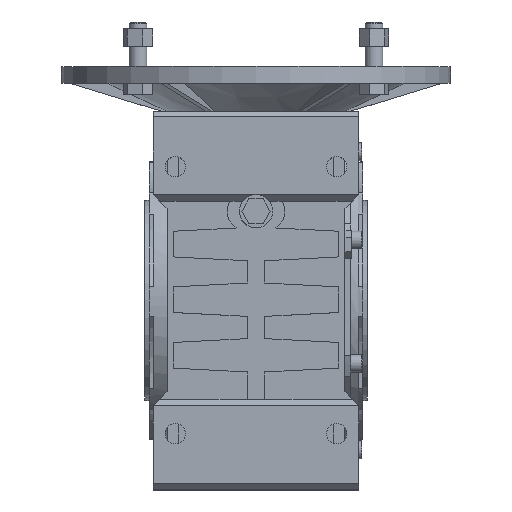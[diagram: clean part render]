
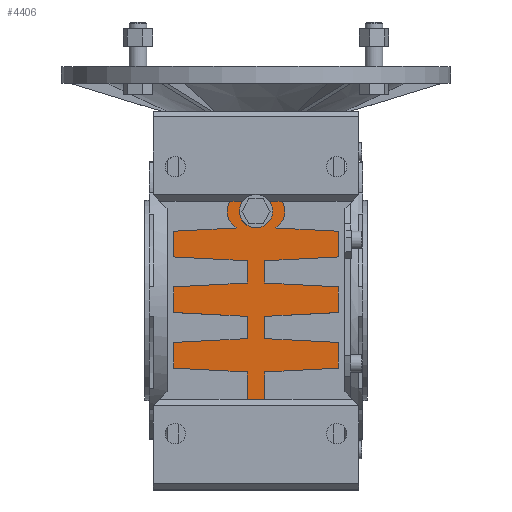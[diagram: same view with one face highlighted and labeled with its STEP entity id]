
A CAD part, top view. The second image highlights one B-rep face of the part: STEP entity #4406.
In plain terms, the highlighted planar face has unit normal (0, 0, 1).
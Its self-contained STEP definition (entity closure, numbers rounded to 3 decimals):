
#4406=ADVANCED_FACE('',(#10706),#10708,.F.);
#10706=FACE_BOUND('',#10707,.T.);
#10707=EDGE_LOOP('',(#15868,#15869,#15870,#15871,#15872,#15873,#15874,#15875,#15876,
#15877,#15878,#15879,#15880,#15881,#15882,#15883,#15884,#15885,#15886,#15887,#15888,
#15889,#15890,#15891,#15892,#15893,#15894,#15895,#15896,#15897,#15898));
#10708=PLANE('',#10709);
#10709=AXIS2_PLACEMENT_3D('',#10710,#10711,#10712);
#10710=CARTESIAN_POINT('',(92.5,89.,224.));
#10711=DIRECTION('',(-0.,-0.,-1.));
#10712=DIRECTION('',(0.,-1.,0.));
#15868=ORIENTED_EDGE('',*,*,#18615,.T.);
#15869=ORIENTED_EDGE('',*,*,#18616,.T.);
#15870=ORIENTED_EDGE('',*,*,#18452,.T.);
#15871=ORIENTED_EDGE('',*,*,#18617,.T.);
#15872=ORIENTED_EDGE('',*,*,#18618,.T.);
#15873=ORIENTED_EDGE('',*,*,#18619,.T.);
#15874=ORIENTED_EDGE('',*,*,#18620,.T.);
#15875=ORIENTED_EDGE('',*,*,#18621,.T.);
#15876=ORIENTED_EDGE('',*,*,#18622,.T.);
#15877=ORIENTED_EDGE('',*,*,#18623,.T.);
#15878=ORIENTED_EDGE('',*,*,#18624,.T.);
#15879=ORIENTED_EDGE('',*,*,#18625,.T.);
#15880=ORIENTED_EDGE('',*,*,#18626,.T.);
#15881=ORIENTED_EDGE('',*,*,#18627,.T.);
#15882=ORIENTED_EDGE('',*,*,#18628,.T.);
#15883=ORIENTED_EDGE('',*,*,#18629,.T.);
#15884=ORIENTED_EDGE('',*,*,#18370,.F.);
#15885=ORIENTED_EDGE('',*,*,#18481,.T.);
#15886=ORIENTED_EDGE('',*,*,#18479,.T.);
#15887=ORIENTED_EDGE('',*,*,#18477,.T.);
#15888=ORIENTED_EDGE('',*,*,#18475,.T.);
#15889=ORIENTED_EDGE('',*,*,#18473,.T.);
#15890=ORIENTED_EDGE('',*,*,#18471,.T.);
#15891=ORIENTED_EDGE('',*,*,#18469,.T.);
#15892=ORIENTED_EDGE('',*,*,#18468,.T.);
#15893=ORIENTED_EDGE('',*,*,#18465,.T.);
#15894=ORIENTED_EDGE('',*,*,#18463,.T.);
#15895=ORIENTED_EDGE('',*,*,#18462,.T.);
#15896=ORIENTED_EDGE('',*,*,#18459,.T.);
#15897=ORIENTED_EDGE('',*,*,#18457,.T.);
#15898=ORIENTED_EDGE('',*,*,#18454,.T.);
#18370=EDGE_CURVE('',#21159,#21162,#21166,.T.);
#18452=EDGE_CURVE('',#21299,#21303,#21305,.T.);
#18454=EDGE_CURVE('',#21308,#21306,#21309,.T.);
#18457=EDGE_CURVE('',#21312,#21308,#21313,.F.);
#18459=EDGE_CURVE('',#21315,#21312,#21316,.T.);
#18462=EDGE_CURVE('',#21318,#21315,#21320,.T.);
#18463=EDGE_CURVE('',#21321,#21318,#21322,.T.);
#18465=EDGE_CURVE('',#21324,#21321,#21325,.T.);
#18468=EDGE_CURVE('',#21327,#21324,#21329,.T.);
#18469=EDGE_CURVE('',#21330,#21327,#21331,.T.);
#18471=EDGE_CURVE('',#21333,#21330,#21334,.T.);
#18473=EDGE_CURVE('',#21336,#21333,#21337,.T.);
#18475=EDGE_CURVE('',#21339,#21336,#21340,.T.);
#18477=EDGE_CURVE('',#21342,#21339,#21343,.T.);
#18479=EDGE_CURVE('',#21345,#21342,#21346,.T.);
#18481=EDGE_CURVE('',#21159,#21345,#21348,.T.);
#18615=EDGE_CURVE('',#21306,#21568,#21569,.F.);
#18616=EDGE_CURVE('',#21568,#21299,#21570,.F.);
#18617=EDGE_CURVE('',#21303,#21571,#21572,.F.);
#18618=EDGE_CURVE('',#21571,#21573,#21574,.T.);
#18619=EDGE_CURVE('',#21573,#21575,#21576,.T.);
#18620=EDGE_CURVE('',#21575,#21577,#21578,.T.);
#18621=EDGE_CURVE('',#21577,#21579,#21580,.T.);
#18622=EDGE_CURVE('',#21579,#21581,#21582,.T.);
#18623=EDGE_CURVE('',#21581,#21583,#21584,.T.);
#18624=EDGE_CURVE('',#21583,#21585,#21586,.T.);
#18625=EDGE_CURVE('',#21585,#21587,#21588,.T.);
#18626=EDGE_CURVE('',#21587,#21589,#21590,.T.);
#18627=EDGE_CURVE('',#21589,#21591,#21592,.T.);
#18628=EDGE_CURVE('',#21591,#21593,#21594,.T.);
#18629=EDGE_CURVE('',#21593,#21162,#21595,.T.);
#21159=VERTEX_POINT('',#27064);
#21162=VERTEX_POINT('',#27071);
#21166=LINE('',#27079,#27080);
#21299=VERTEX_POINT('',#27386);
#21303=VERTEX_POINT('',#27395);
#21305=LINE('',#27399,#27400);
#21306=VERTEX_POINT('',#27402);
#21308=VERTEX_POINT('',#27407);
#21309=LINE('',#27408,#27409);
#21312=VERTEX_POINT('',#27417);
#21313=CIRCLE('',#27418,18.);
#21315=VERTEX_POINT('',#27425);
#21316=LINE('',#27426,#27427);
#21318=VERTEX_POINT('',#27432);
#21320=LINE('',#27436,#27437);
#21321=VERTEX_POINT('',#27439);
#21322=LINE('',#27440,#27441);
#21324=VERTEX_POINT('',#27446);
#21325=LINE('',#27447,#27448);
#21327=VERTEX_POINT('',#27453);
#21329=LINE('',#27457,#27458);
#21330=VERTEX_POINT('',#27460);
#21331=LINE('',#27461,#27462);
#21333=VERTEX_POINT('',#27467);
#21334=LINE('',#27468,#27469);
#21336=VERTEX_POINT('',#27474);
#21337=LINE('',#27475,#27476);
#21339=VERTEX_POINT('',#27481);
#21340=LINE('',#27482,#27483);
#21342=VERTEX_POINT('',#27488);
#21343=LINE('',#27489,#27490);
#21345=VERTEX_POINT('',#27495);
#21346=LINE('',#27496,#27497);
#21348=LINE('',#27502,#27503);
#21568=VERTEX_POINT('',#28011);
#21569=CIRCLE('',#28012,15.);
#21570=CIRCLE('',#28016,15.);
#21571=VERTEX_POINT('',#28020);
#21572=CIRCLE('',#28021,18.);
#21573=VERTEX_POINT('',#28025);
#21574=LINE('',#28026,#28027);
#21575=VERTEX_POINT('',#28029);
#21576=LINE('',#28030,#28031);
#21577=VERTEX_POINT('',#28033);
#21578=LINE('',#28034,#28035);
#21579=VERTEX_POINT('',#28037);
#21580=LINE('',#28038,#28039);
#21581=VERTEX_POINT('',#28041);
#21582=LINE('',#28042,#28043);
#21583=VERTEX_POINT('',#28045);
#21584=LINE('',#28046,#28047);
#21585=VERTEX_POINT('',#28049);
#21586=LINE('',#28050,#28051);
#21587=VERTEX_POINT('',#28053);
#21588=LINE('',#28054,#28055);
#21589=VERTEX_POINT('',#28057);
#21590=LINE('',#28058,#28059);
#21591=VERTEX_POINT('',#28061);
#21592=LINE('',#28062,#28063);
#21593=VERTEX_POINT('',#28065);
#21594=LINE('',#28066,#28067);
#21595=LINE('',#28069,#28070);
#27064=CARTESIAN_POINT('',(8.,-89.,224.));
#27071=CARTESIAN_POINT('',(-8.,-89.,224.));
#27079=CARTESIAN_POINT('',(8.,-89.,224.));
#27080=VECTOR('',#27081,1.);
#27081=DIRECTION('',(-1.,0.,0.));
#27386=CARTESIAN_POINT('',(-12.,89.,224.));
#27395=CARTESIAN_POINT('',(-23.588,89.,224.));
#27399=CARTESIAN_POINT('',(-12.,89.,224.));
#27400=VECTOR('',#27401,1.);
#27401=DIRECTION('',(-1.,0.,0.));
#27402=CARTESIAN_POINT('',(12.,89.,224.));
#27407=CARTESIAN_POINT('',(23.588,89.,224.));
#27408=CARTESIAN_POINT('',(23.588,89.,224.));
#27409=VECTOR('',#27410,1.);
#27410=DIRECTION('',(-1.,0.,0.));
#27417=CARTESIAN_POINT('',(17.807,64.906,224.));
#27418=AXIS2_PLACEMENT_3D('',#27419,#27420,#27421);
#27419=CARTESIAN_POINT('',(8.,80.,224.));
#27420=DIRECTION('',(0.,-0.,-1.));
#27421=DIRECTION('',(0.866,0.5,0.));
#27425=CARTESIAN_POINT('',(74.,61.961,224.));
#27426=CARTESIAN_POINT('',(74.,61.961,224.));
#27427=VECTOR('',#27428,1.);
#27428=DIRECTION('',(-0.999,0.052,0.));
#27432=CARTESIAN_POINT('',(74.,38.879,224.));
#27436=CARTESIAN_POINT('',(74.,38.879,224.));
#27437=VECTOR('',#27438,1.);
#27438=DIRECTION('',(0.,1.,0.));
#27439=CARTESIAN_POINT('',(8.,35.42,224.));
#27440=CARTESIAN_POINT('',(8.,35.42,224.));
#27441=VECTOR('',#27442,1.);
#27442=DIRECTION('',(0.999,0.052,0.));
#27446=CARTESIAN_POINT('',(8.,15.42,224.));
#27447=CARTESIAN_POINT('',(8.,15.42,224.));
#27448=VECTOR('',#27449,1.);
#27449=DIRECTION('',(0.,1.,0.));
#27453=CARTESIAN_POINT('',(74.,11.961,224.));
#27457=CARTESIAN_POINT('',(74.,11.961,224.));
#27458=VECTOR('',#27459,1.);
#27459=DIRECTION('',(-0.999,0.052,0.));
#27460=CARTESIAN_POINT('',(74.,-11.121,224.));
#27461=CARTESIAN_POINT('',(74.,-11.121,224.));
#27462=VECTOR('',#27463,1.);
#27463=DIRECTION('',(0.,1.,0.));
#27467=CARTESIAN_POINT('',(8.,-14.58,224.));
#27468=CARTESIAN_POINT('',(8.,-14.58,224.));
#27469=VECTOR('',#27470,1.);
#27470=DIRECTION('',(0.999,0.052,0.));
#27474=CARTESIAN_POINT('',(8.,-34.58,224.));
#27475=CARTESIAN_POINT('',(8.,-34.58,224.));
#27476=VECTOR('',#27477,1.);
#27477=DIRECTION('',(0.,1.,0.));
#27481=CARTESIAN_POINT('',(74.,-38.039,224.));
#27482=CARTESIAN_POINT('',(74.,-38.039,224.));
#27483=VECTOR('',#27484,1.);
#27484=DIRECTION('',(-0.999,0.052,0.));
#27488=CARTESIAN_POINT('',(74.,-61.121,224.));
#27489=CARTESIAN_POINT('',(74.,-61.121,224.));
#27490=VECTOR('',#27491,1.);
#27491=DIRECTION('',(0.,1.,0.));
#27495=CARTESIAN_POINT('',(8.,-64.58,224.));
#27496=CARTESIAN_POINT('',(8.,-64.58,224.));
#27497=VECTOR('',#27498,1.);
#27498=DIRECTION('',(0.999,0.052,0.));
#27502=CARTESIAN_POINT('',(8.,-89.,224.));
#27503=VECTOR('',#27504,1.);
#27504=DIRECTION('',(0.,1.,0.));
#28011=CARTESIAN_POINT('',(15.,80.,224.));
#28012=AXIS2_PLACEMENT_3D('',#28013,#28014,#28015);
#28013=CARTESIAN_POINT('',(0.,80.,224.));
#28014=DIRECTION('',(-0.,-0.,1.));
#28015=DIRECTION('',(1.,0.,0.));
#28016=AXIS2_PLACEMENT_3D('',#28017,#28018,#28019);
#28017=CARTESIAN_POINT('',(0.,80.,224.));
#28018=DIRECTION('',(-0.,-0.,1.));
#28019=DIRECTION('',(-0.8,0.6,0.));
#28020=CARTESIAN_POINT('',(-17.807,64.906,224.));
#28021=AXIS2_PLACEMENT_3D('',#28022,#28023,#28024);
#28022=CARTESIAN_POINT('',(-8.,80.,224.));
#28023=DIRECTION('',(-0.,0.,-1.));
#28024=DIRECTION('',(-0.545,-0.839,0.));
#28025=CARTESIAN_POINT('',(-74.,61.961,224.));
#28026=CARTESIAN_POINT('',(-17.807,64.906,224.));
#28027=VECTOR('',#28028,1.);
#28028=DIRECTION('',(-0.999,-0.052,0.));
#28029=CARTESIAN_POINT('',(-74.,38.879,224.));
#28030=CARTESIAN_POINT('',(-74.,61.961,224.));
#28031=VECTOR('',#28032,1.);
#28032=DIRECTION('',(0.,-1.,0.));
#28033=CARTESIAN_POINT('',(-8.,35.42,224.));
#28034=CARTESIAN_POINT('',(-74.,38.879,224.));
#28035=VECTOR('',#28036,1.);
#28036=DIRECTION('',(0.999,-0.052,0.));
#28037=CARTESIAN_POINT('',(-8.,15.42,224.));
#28038=CARTESIAN_POINT('',(-8.,35.42,224.));
#28039=VECTOR('',#28040,1.);
#28040=DIRECTION('',(0.,-1.,0.));
#28041=CARTESIAN_POINT('',(-74.,11.961,224.));
#28042=CARTESIAN_POINT('',(-8.,15.42,224.));
#28043=VECTOR('',#28044,1.);
#28044=DIRECTION('',(-0.999,-0.052,0.));
#28045=CARTESIAN_POINT('',(-74.,-11.121,224.));
#28046=CARTESIAN_POINT('',(-74.,11.961,224.));
#28047=VECTOR('',#28048,1.);
#28048=DIRECTION('',(0.,-1.,0.));
#28049=CARTESIAN_POINT('',(-8.,-14.58,224.));
#28050=CARTESIAN_POINT('',(-74.,-11.121,224.));
#28051=VECTOR('',#28052,1.);
#28052=DIRECTION('',(0.999,-0.052,0.));
#28053=CARTESIAN_POINT('',(-8.,-34.58,224.));
#28054=CARTESIAN_POINT('',(-8.,-14.58,224.));
#28055=VECTOR('',#28056,1.);
#28056=DIRECTION('',(0.,-1.,0.));
#28057=CARTESIAN_POINT('',(-74.,-38.039,224.));
#28058=CARTESIAN_POINT('',(-8.,-34.58,224.));
#28059=VECTOR('',#28060,1.);
#28060=DIRECTION('',(-0.999,-0.052,0.));
#28061=CARTESIAN_POINT('',(-74.,-61.121,224.));
#28062=CARTESIAN_POINT('',(-74.,-38.039,224.));
#28063=VECTOR('',#28064,1.);
#28064=DIRECTION('',(0.,-1.,0.));
#28065=CARTESIAN_POINT('',(-8.,-64.58,224.));
#28066=CARTESIAN_POINT('',(-74.,-61.121,224.));
#28067=VECTOR('',#28068,1.);
#28068=DIRECTION('',(0.999,-0.052,0.));
#28069=CARTESIAN_POINT('',(-8.,-64.58,224.));
#28070=VECTOR('',#28071,1.);
#28071=DIRECTION('',(0.,-1.,0.));
